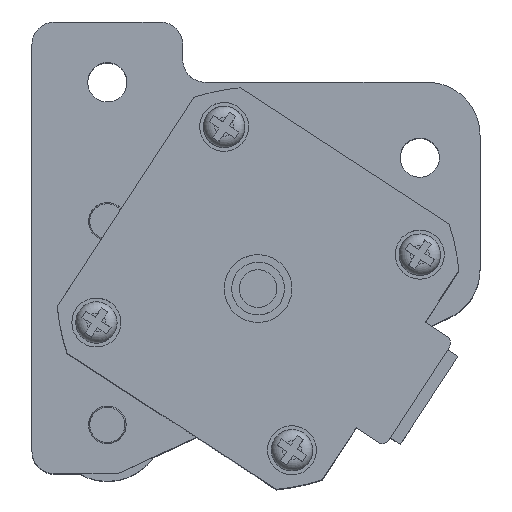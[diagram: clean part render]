
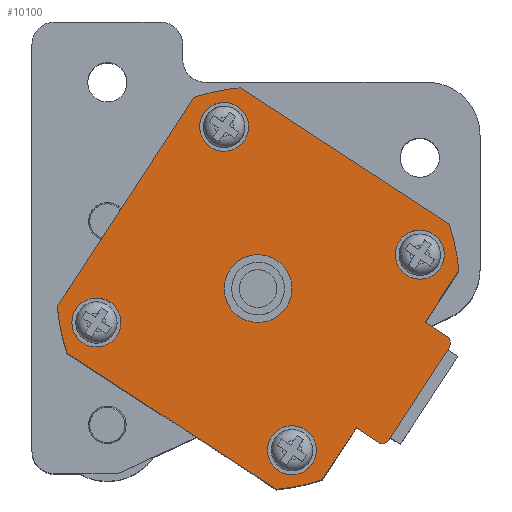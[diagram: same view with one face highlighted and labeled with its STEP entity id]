
A CAD part, top view. The second image highlights one B-rep face of the part: STEP entity #10100.
In plain terms, the highlighted face is planar.
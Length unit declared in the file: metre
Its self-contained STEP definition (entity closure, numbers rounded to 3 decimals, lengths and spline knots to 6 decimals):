
#323=LINE('',#16259,#1051);
#338=LINE('',#16295,#1066);
#349=LINE('',#16321,#1077);
#370=LINE('',#16413,#1098);
#373=LINE('',#16419,#1101);
#375=LINE('',#16425,#1103);
#566=LINE('',#17178,#1294);
#567=LINE('',#17179,#1295);
#1051=VECTOR('',#13070,1.);
#1066=VECTOR('',#13097,1.);
#1077=VECTOR('',#13116,1.);
#1098=VECTOR('',#13227,1.);
#1101=VECTOR('',#13232,1.);
#1103=VECTOR('',#13240,1.);
#1294=VECTOR('',#13765,1.);
#1295=VECTOR('',#13766,1.);
#3502=ORIENTED_EDGE('',*,*,#5629,.T.);
#3503=ORIENTED_EDGE('',*,*,#5327,.T.);
#3504=ORIENTED_EDGE('',*,*,#5223,.T.);
#3505=ORIENTED_EDGE('',*,*,#5275,.T.);
#3506=ORIENTED_EDGE('',*,*,#5379,.T.);
#3507=ORIENTED_EDGE('',*,*,#5220,.F.);
#3508=ORIENTED_EDGE('',*,*,#5212,.F.);
#3509=ORIENTED_EDGE('',*,*,#5216,.F.);
#3510=ORIENTED_EDGE('',*,*,#5215,.T.);
#3511=ORIENTED_EDGE('',*,*,#5506,.T.);
#3512=ORIENTED_EDGE('',*,*,#5198,.T.);
#3513=ORIENTED_EDGE('',*,*,#5154,.T.);
#3514=ORIENTED_EDGE('',*,*,#5201,.T.);
#3515=ORIENTED_EDGE('',*,*,#5167,.T.);
#3516=ORIENTED_EDGE('',*,*,#5193,.T.);
#3517=ORIENTED_EDGE('',*,*,#5136,.T.);
#3518=ORIENTED_EDGE('',*,*,#5196,.T.);
#3519=ORIENTED_EDGE('',*,*,#5505,.T.);
#3520=ORIENTED_EDGE('',*,*,#5218,.F.);
#5136=EDGE_CURVE('',#6482,#6481,#323,.T.);
#5154=EDGE_CURVE('',#6497,#6496,#338,.T.);
#5167=EDGE_CURVE('',#6508,#6507,#349,.T.);
#5193=EDGE_CURVE('',#6507,#6482,#7440,.T.);
#5196=EDGE_CURVE('',#6481,#6523,#7442,.T.);
#5198=EDGE_CURVE('',#6525,#6497,#7444,.T.);
#5201=EDGE_CURVE('',#6496,#6508,#7446,.T.);
#5212=EDGE_CURVE('',#6533,#6532,#370,.T.);
#5215=EDGE_CURVE('',#6534,#6535,#373,.T.);
#5216=EDGE_CURVE('',#6534,#6533,#7449,.T.);
#5218=EDGE_CURVE('',#6536,#6537,#375,.T.);
#5220=EDGE_CURVE('',#6532,#6536,#7450,.T.);
#5223=EDGE_CURVE('',#6540,#6540,#7453,.T.);
#5275=EDGE_CURVE('',#6576,#6576,#7461,.T.);
#5327=EDGE_CURVE('',#6612,#6612,#7469,.T.);
#5379=EDGE_CURVE('',#6648,#6648,#7477,.T.);
#5505=EDGE_CURVE('',#6523,#6537,#566,.T.);
#5506=EDGE_CURVE('',#6535,#6525,#567,.T.);
#5629=EDGE_CURVE('',#6812,#6812,#7498,.T.);
#6481=VERTEX_POINT('',#16258);
#6482=VERTEX_POINT('',#16260);
#6496=VERTEX_POINT('',#16294);
#6497=VERTEX_POINT('',#16296);
#6507=VERTEX_POINT('',#16320);
#6508=VERTEX_POINT('',#16322);
#6523=VERTEX_POINT('',#16378);
#6525=VERTEX_POINT('',#16384);
#6532=VERTEX_POINT('',#16410);
#6533=VERTEX_POINT('',#16412);
#6534=VERTEX_POINT('',#16416);
#6535=VERTEX_POINT('',#16418);
#6536=VERTEX_POINT('',#16424);
#6537=VERTEX_POINT('',#16426);
#6540=VERTEX_POINT('',#16437);
#6576=VERTEX_POINT('',#16582);
#6612=VERTEX_POINT('',#16727);
#6648=VERTEX_POINT('',#16872);
#6812=VERTEX_POINT('',#17435);
#7440=CIRCLE('',#11564,0.02675);
#7442=CIRCLE('',#11567,0.02675);
#7444=CIRCLE('',#11570,0.02675);
#7446=CIRCLE('',#11573,0.02675);
#7449=CIRCLE('',#11584,0.001);
#7450=CIRCLE('',#11587,0.001);
#7453=CIRCLE('',#11592,0.00325);
#7461=CIRCLE('',#11621,0.00325);
#7469=CIRCLE('',#11650,0.00325);
#7477=CIRCLE('',#11679,0.00325);
#7498=CIRCLE('',#11813,0.0045);
#8310=EDGE_LOOP('',(#3502));
#8311=EDGE_LOOP('',(#3503));
#8312=EDGE_LOOP('',(#3504));
#8313=EDGE_LOOP('',(#3505));
#8314=EDGE_LOOP('',(#3506));
#8315=EDGE_LOOP('',(#3507,#3508,#3509,#3510,#3511,#3512,#3513,#3514,#3515,
#3516,#3517,#3518,#3519,#3520));
#9112=FACE_BOUND('',#8310,.T.);
#9113=FACE_BOUND('',#8311,.T.);
#9114=FACE_BOUND('',#8312,.T.);
#9115=FACE_BOUND('',#8313,.T.);
#9116=FACE_BOUND('',#8314,.T.);
#9117=FACE_BOUND('',#8315,.T.);
#9719=PLANE('',#11812);
#10100=ADVANCED_FACE('',(#9112,#9113,#9114,#9115,#9116,#9117),#9719,.T.);
#11564=AXIS2_PLACEMENT_3D('',#16373,#13181,#13182);
#11567=AXIS2_PLACEMENT_3D('',#16379,#13188,#13189);
#11570=AXIS2_PLACEMENT_3D('',#16383,#13194,#13195);
#11573=AXIS2_PLACEMENT_3D('',#16388,#13201,#13202);
#11584=AXIS2_PLACEMENT_3D('',#16421,#13235,#13236);
#11587=AXIS2_PLACEMENT_3D('',#16429,#13244,#13245);
#11592=AXIS2_PLACEMENT_3D('',#16436,#13254,#13255);
#11621=AXIS2_PLACEMENT_3D('',#16581,#13344,#13345);
#11650=AXIS2_PLACEMENT_3D('',#16726,#13434,#13435);
#11679=AXIS2_PLACEMENT_3D('',#16871,#13524,#13525);
#11812=AXIS2_PLACEMENT_3D('',#17433,#14007,#14008);
#11813=AXIS2_PLACEMENT_3D('',#17434,#14009,#14010);
#13070=DIRECTION('',(0.,-1.,0.));
#13097=DIRECTION('',(0.,1.,0.));
#13116=DIRECTION('',(1.,0.,0.));
#13181=DIRECTION('',(0.,0.,-1.));
#13182=DIRECTION('',(1.,0.,0.));
#13188=DIRECTION('',(0.,0.,-1.));
#13189=DIRECTION('',(1.,0.,0.));
#13194=DIRECTION('',(0.,0.,-1.));
#13195=DIRECTION('',(1.,0.,0.));
#13201=DIRECTION('',(0.,0.,-1.));
#13202=DIRECTION('',(1.,0.,0.));
#13227=DIRECTION('',(1.,0.,0.));
#13232=DIRECTION('',(0.,1.,0.));
#13235=DIRECTION('',(0.,0.,1.));
#13236=DIRECTION('',(-0.707,-0.707,0.));
#13240=DIRECTION('',(0.,1.,0.));
#13244=DIRECTION('',(0.,0.,1.));
#13245=DIRECTION('',(0.707,-0.707,0.));
#13254=DIRECTION('',(0.,0.,1.));
#13255=DIRECTION('',(1.,0.,0.));
#13344=DIRECTION('',(0.,0.,1.));
#13345=DIRECTION('',(0.,1.,0.));
#13434=DIRECTION('',(0.,0.,1.));
#13435=DIRECTION('',(-1.,0.,0.));
#13524=DIRECTION('',(0.,0.,1.));
#13525=DIRECTION('',(0.,-1.,0.));
#13765=DIRECTION('',(-1.,0.,0.));
#13766=DIRECTION('',(-1.,0.,0.));
#14007=DIRECTION('',(0.,0.,-1.));
#14008=DIRECTION('',(-1.,0.,0.));
#14009=DIRECTION('',(0.,0.,1.));
#14010=DIRECTION('',(-1.,0.,0.));
#16258=CARTESIAN_POINT('',(0.021,-0.01657,-0.048));
#16259=CARTESIAN_POINT('',(0.021,0.008285,-0.048));
#16260=CARTESIAN_POINT('',(0.021,0.01657,-0.048));
#16294=CARTESIAN_POINT('',(-0.021,0.01657,-0.048));
#16295=CARTESIAN_POINT('',(-0.021,-0.008285,-0.048));
#16296=CARTESIAN_POINT('',(-0.021,-0.01657,-0.048));
#16320=CARTESIAN_POINT('',(0.01657,0.021,-0.048));
#16321=CARTESIAN_POINT('',(-0.008285,0.021,-0.048));
#16322=CARTESIAN_POINT('',(-0.01657,0.021,-0.048));
#16373=CARTESIAN_POINT('',(0.,0.,-0.048));
#16378=CARTESIAN_POINT('',(0.01657,-0.021,-0.048));
#16379=CARTESIAN_POINT('',(0.,0.,-0.048));
#16383=CARTESIAN_POINT('',(0.,0.,-0.048));
#16384=CARTESIAN_POINT('',(-0.01657,-0.021,-0.048));
#16388=CARTESIAN_POINT('',(0.,0.,-0.048));
#16410=CARTESIAN_POINT('',(0.007375,-0.0255,-0.048));
#16412=CARTESIAN_POINT('',(-0.007375,-0.0255,-0.048));
#16413=CARTESIAN_POINT('',(-0.008375,-0.0255,-0.048));
#16416=CARTESIAN_POINT('',(-0.008375,-0.0245,-0.048));
#16418=CARTESIAN_POINT('',(-0.008375,-0.021,-0.048));
#16419=CARTESIAN_POINT('',(-0.008375,-0.0255,-0.048));
#16421=CARTESIAN_POINT('',(-0.007375,-0.0245,-0.048));
#16424=CARTESIAN_POINT('',(0.008375,-0.0245,-0.048));
#16425=CARTESIAN_POINT('',(0.008375,-0.0255,-0.048));
#16426=CARTESIAN_POINT('',(0.008375,-0.021,-0.048));
#16429=CARTESIAN_POINT('',(0.007375,-0.0245,-0.048));
#16436=CARTESIAN_POINT('',(0.0155,0.0155,-0.048));
#16437=CARTESIAN_POINT('',(0.01875,0.0155,-0.048));
#16581=CARTESIAN_POINT('',(-0.0155,0.0155,-0.048));
#16582=CARTESIAN_POINT('',(-0.0155,0.01875,-0.048));
#16726=CARTESIAN_POINT('',(-0.0155,-0.0155,-0.048));
#16727=CARTESIAN_POINT('',(-0.01875,-0.0155,-0.048));
#16871=CARTESIAN_POINT('',(0.0155,-0.0155,-0.048));
#16872=CARTESIAN_POINT('',(0.0155,-0.01875,-0.048));
#17178=CARTESIAN_POINT('',(0.008285,-0.021,-0.048));
#17179=CARTESIAN_POINT('',(0.008285,-0.021,-0.048));
#17433=CARTESIAN_POINT('',(0.,0.,-0.048));
#17434=CARTESIAN_POINT('',(0.,0.,-0.048));
#17435=CARTESIAN_POINT('',(-0.0045,0.,-0.048));
